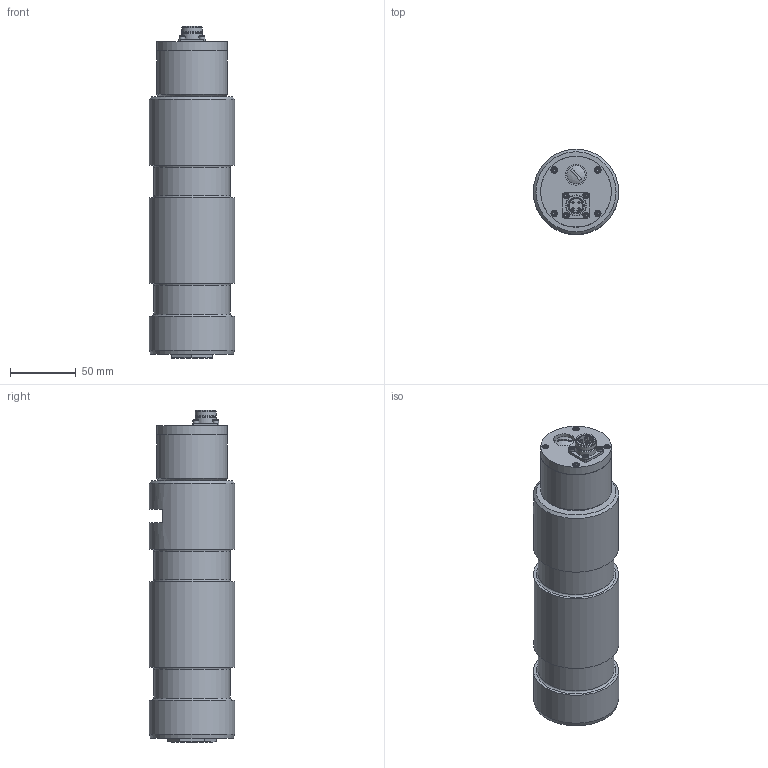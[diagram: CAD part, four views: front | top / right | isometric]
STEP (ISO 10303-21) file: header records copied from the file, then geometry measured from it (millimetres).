
FILE_DESCRIPTION (( 'STEP AP203' ), '1' );
FILE_NAME ('422-417-000-001.STEP', '2016-06-29T09:02:04', ( 'magtroladmin' ), ( 'Hewlett-Packard Company' ), 'SwSTEP 2.0', 'SolidWorks 2016', '' );
FILE_SCHEMA (( 'CONFIG_CONTROL_DESIGN' ));
Length unit declared in the file: millimetre
Products named in the file (1): 422-417-000-001
Bounding box: 65 x 65 x 253 mm (x, y, z)
Surface area: 60568.4 mm2 (no closed solid volume)
Topology: 0 solids, 20 shells, 165 faces, 471 edges, 297 vertices
Faces by surface type: plane 98, cylinder 30, cone 18, torus 18, sphere 1
Full cylindrical faces by diameter (mm): 1.6 x4, 2.1 x1, 4.5 x4, 5 x4, 15 x2, 16 x3, 54 x2, 58 x2, 65 x3
Entity records: 5007 total; most frequent: CARTESIAN_POINT 909, DIRECTION 885, ORIENTED_EDGE 620, EDGE_CURVE 400, AXIS2_PLACEMENT_3D 327, VERTEX_POINT 287, EDGE_LOOP 259, VECTOR 231
